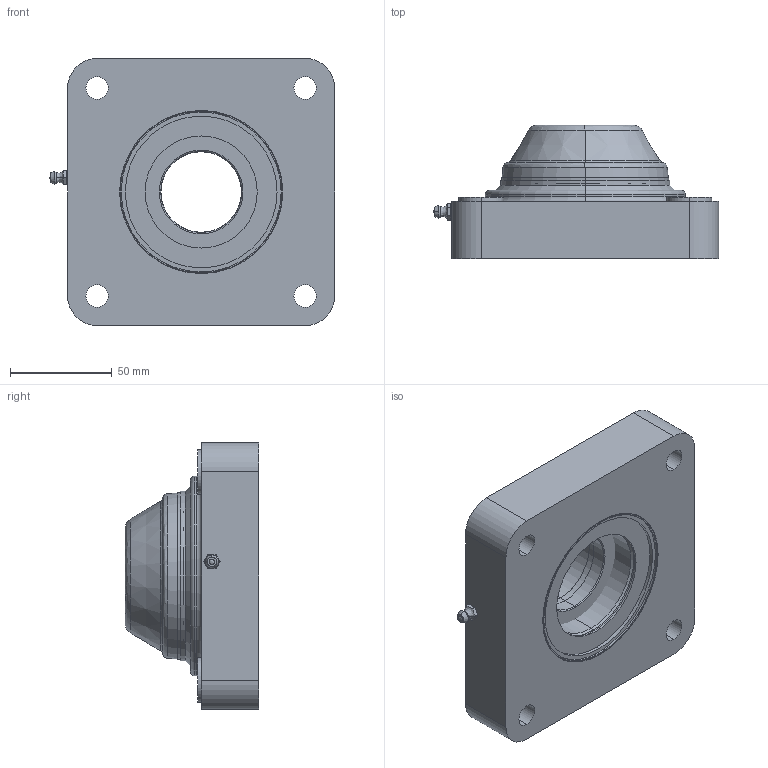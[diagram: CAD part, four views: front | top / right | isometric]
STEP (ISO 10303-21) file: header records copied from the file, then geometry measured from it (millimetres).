
FILE_DESCRIPTION (( 'STEP AP214' ), '1' );
FILE_NAME ('Rexnord-UCF-C - SUCF-C - HCF-C - SHCF-C-UCF 208 C- 68926.STEP', '2020-04-01T12:06:19', ( '' ), ( '' ), 'SwSTEP 2.0', 'SolidWorks 2019', '' );
FILE_SCHEMA (( 'AUTOMOTIVE_DESIGN' ));
Length unit declared in the file: millimetre
Products named in the file (5): Rexnord-UCF-C - SUCF-C - HCF-C - SHCF-C-UCF 208 C- 68926; Rexnord-UCF-C - SUCF-C - HCF-C - SHCF-C-UCF 208 C- 68926_CAP_40 OPEN; Rexnord-UCF-C - SUCF-C - HCF-C - SHCF-C-UCF 208 C- 68926_HUB; Rexnord-UCF-C - SUCF-C - HCF-C - SHCF-C-UCF 208 C- 68926_NIPPLE; Rexnord-UCF-C - SUCF-C - HCF-C - SHCF-C-UCF 208 C- 68926_BEARING
Assembly tree (4 placements, depth 2):
  Rexnord-UCF-C - SUCF-C - HCF-C - SHCF-C-UCF 208 C- 68926
    Rexnord-UCF-C - SUCF-C - HCF-C - SHCF-C-UCF 208 C- 68926_HUB
    Rexnord-UCF-C - SUCF-C - HCF-C - SHCF-C-UCF 208 C- 68926_BEARING
    Rexnord-UCF-C - SUCF-C - HCF-C - SHCF-C-UCF 208 C- 68926_CAP_40 OPEN
    Rexnord-UCF-C - SUCF-C - HCF-C - SHCF-C-UCF 208 C- 68926_NIPPLE
Bounding box: 140 x 65.5 x 131 mm (x, y, z)
Volume: 513555.3 mm3; surface area: 112919 mm2
Topology: 5 solids, 6 shells, 220 faces, 509 edges, 324 vertices
Faces by surface type: cylinder 77, plane 62, cone 48, bspline 17, torus 16
Entity records: 8285 total; most frequent: CARTESIAN_POINT 1827, DIRECTION 1149, ORIENTED_EDGE 1018, EDGE_CURVE 509, AXIS2_PLACEMENT_3D 482, VERTEX_POINT 324, CIRCLE 272, EDGE_LOOP 261
